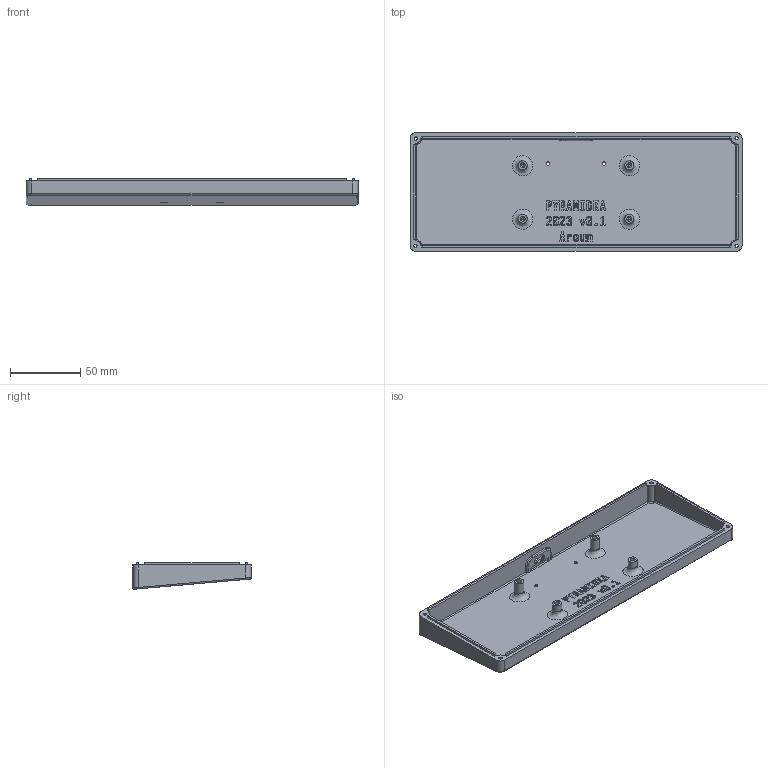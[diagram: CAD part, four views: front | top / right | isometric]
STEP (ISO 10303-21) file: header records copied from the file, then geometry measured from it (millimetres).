
FILE_DESCRIPTION(('STEP AP242'), '1');
FILE_NAME('PYRAMIDKA_bottom', '', ('UNSPECIFIED'), ('UNSPECIFIED'), 'C3D Converter', 'C3D Toolkit', '');
FILE_SCHEMA(('AP242_MANAGED_MODEL_BASED_3D_ENGINEERING_MIM_LF { 1 0 10303 442 1 1 4 }'));
Length unit declared in the file: millimetre
Products named in the file (1): VOID40 Redux
Bounding box: 236.85 x 84.45 x 18.79 mm (x, y, z)
Volume: 74743.8 mm3; surface area: 59132.4 mm2
Topology: 1 solids, 1 shells, 830 faces, 2294 edges, 1504 vertices
Faces by surface type: extrusion 446, plane 267, cylinder 69, bspline 34, torus 10, cone 4
Full cylindrical faces by diameter (mm): 2.4 x6, 3.5 x4, 4.2 x4, 6.4 x4
Entity records: 36026 total; most frequent: CARTESIAN_POINT 10305, ORIENTED_EDGE 4508, DIRECTION 2538, EDGE_CURVE 2254, VECTOR 1598, VERTEX_POINT 1500, B_SPLINE_CURVE_WITH_KNOTS 1411, LINE 1152
